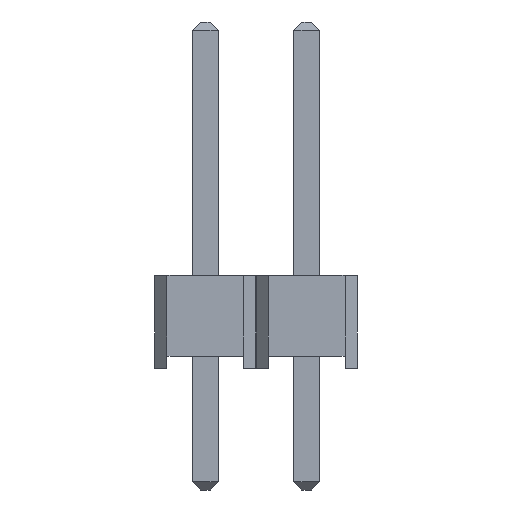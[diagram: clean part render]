
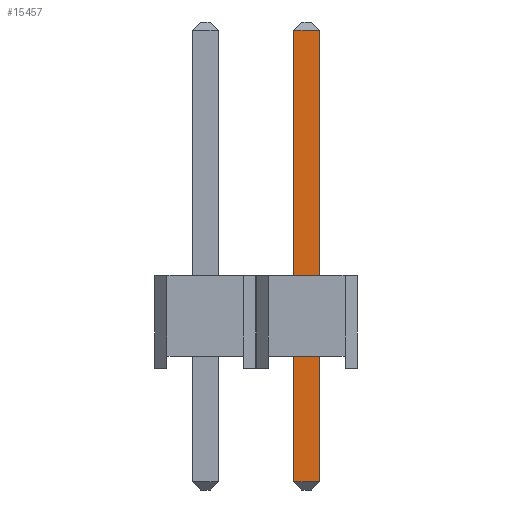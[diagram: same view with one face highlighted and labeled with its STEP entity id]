
A CAD part, left-side view. The second image highlights one B-rep face of the part: STEP entity #15457.
In plain terms, the highlighted planar face has unit normal (-1, 0, 0).
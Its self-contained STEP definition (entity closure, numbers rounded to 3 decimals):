
#397=FACE_OUTER_BOUND('',#1377,.T.);
#1377=EDGE_LOOP('',(#10889,#10890,#10891,#10892));
#2635=LINE('',#22287,#4795);
#2646=LINE('',#22309,#4806);
#2647=LINE('',#22311,#4807);
#2648=LINE('',#22312,#4808);
#4795=VECTOR('',#18093,1000.);
#4806=VECTOR('',#18112,1000.);
#4807=VECTOR('',#18113,1000.);
#4808=VECTOR('',#18114,1000.);
#6795=VERTEX_POINT('',#22284);
#6796=VERTEX_POINT('',#22286);
#6803=VERTEX_POINT('',#22308);
#6804=VERTEX_POINT('',#22310);
#8275=EDGE_CURVE('',#6795,#6796,#2635,.T.);
#8286=EDGE_CURVE('',#6795,#6803,#2646,.T.);
#8287=EDGE_CURVE('',#6803,#6804,#2647,.T.);
#8288=EDGE_CURVE('',#6804,#6796,#2648,.T.);
#10889=ORIENTED_EDGE('',*,*,#8275,.F.);
#10890=ORIENTED_EDGE('',*,*,#8286,.T.);
#10891=ORIENTED_EDGE('',*,*,#8287,.T.);
#10892=ORIENTED_EDGE('',*,*,#8288,.T.);
#14497=PLANE('',#16503);
#15457=ADVANCED_FACE('',(#397),#14497,.T.);
#16503=AXIS2_PLACEMENT_3D('',#22307,#18110,#18111);
#18093=DIRECTION('',(0.,0.,1.));
#18110=DIRECTION('center_axis',(-1.,0.,0.));
#18111=DIRECTION('ref_axis',(0.,0.,1.));
#18112=DIRECTION('',(0.,-1.,0.));
#18113=DIRECTION('',(0.,0.,1.));
#18114=DIRECTION('',(0.,1.,0.));
#22284=CARTESIAN_POINT('',(-0.32,0.32,-2.8));
#22286=CARTESIAN_POINT('',(-0.32,0.32,8.34));
#22287=CARTESIAN_POINT('',(-0.32,0.32,-3.));
#22307=CARTESIAN_POINT('Origin',(-0.32,-0.32,-3.));
#22308=CARTESIAN_POINT('',(-0.32,-0.32,-2.8));
#22309=CARTESIAN_POINT('',(-0.32,-0.32,-2.8));
#22310=CARTESIAN_POINT('',(-0.32,-0.32,8.34));
#22311=CARTESIAN_POINT('',(-0.32,-0.32,-3.));
#22312=CARTESIAN_POINT('',(-0.32,-0.32,8.34));
